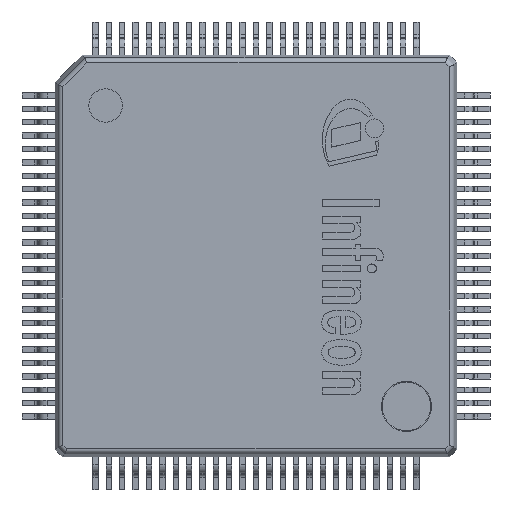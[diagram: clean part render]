
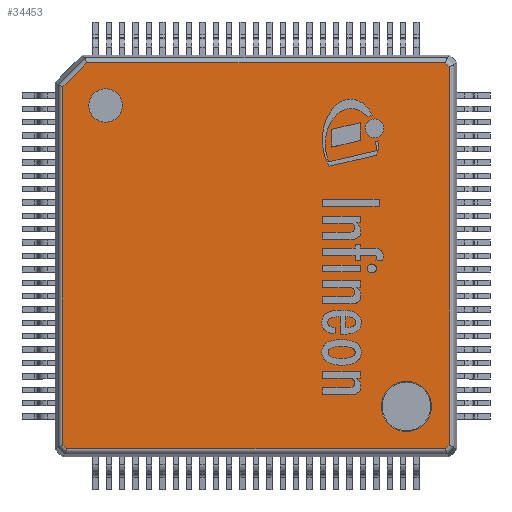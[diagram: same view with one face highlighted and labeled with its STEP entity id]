
A CAD part, top view. The second image highlights one B-rep face of the part: STEP entity #34453.
In plain terms, the highlighted planar face has unit normal (0, 0, 1).
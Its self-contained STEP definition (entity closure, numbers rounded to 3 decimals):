
#237=FACE_BOUND('',#3257,.T.);
#238=FACE_BOUND('',#3258,.T.);
#1252=FACE_OUTER_BOUND('',#3256,.T.);
#3256=EDGE_LOOP('',(#23730,#23731,#23732,#23733,#23734,#23735,#23736,#23737));
#3257=EDGE_LOOP('',(#23738));
#3258=EDGE_LOOP('',(#23739));
#5358=LINE('',#51208,#9221);
#5360=LINE('',#51221,#9223);
#5362=LINE('',#51229,#9225);
#5365=LINE('',#51241,#9228);
#5367=LINE('',#51249,#9230);
#5368=LINE('',#51255,#9231);
#5371=LINE('',#51265,#9234);
#5372=LINE('',#51267,#9235);
#9221=VECTOR('',#40833,1.);
#9223=VECTOR('',#40845,1.);
#9225=VECTOR('',#40853,1.);
#9228=VECTOR('',#40864,1.);
#9230=VECTOR('',#40872,1.);
#9231=VECTOR('',#40879,1.);
#9234=VECTOR('',#40890,1.);
#9235=VECTOR('',#40893,1.);
#13015=CIRCLE('',#36788,0.75);
#13016=CIRCLE('',#36819,0.5);
#14368=VERTEX_POINT('',#51202);
#14369=VERTEX_POINT('',#51206);
#14370=VERTEX_POINT('',#51207);
#14375=VERTEX_POINT('',#51219);
#14376=VERTEX_POINT('',#51220);
#14379=VERTEX_POINT('',#51228);
#14384=VERTEX_POINT('',#51240);
#14387=VERTEX_POINT('',#51248);
#14389=VERTEX_POINT('',#51254);
#14398=VERTEX_POINT('',#51288);
#17970=EDGE_CURVE('',#14368,#14368,#13015,.T.);
#17971=EDGE_CURVE('',#14369,#14370,#5358,.T.);
#17977=EDGE_CURVE('',#14375,#14376,#5360,.T.);
#17981=EDGE_CURVE('',#14376,#14379,#5362,.T.);
#17987=EDGE_CURVE('',#14379,#14384,#5365,.T.);
#17991=EDGE_CURVE('',#14384,#14387,#5367,.T.);
#17994=EDGE_CURVE('',#14389,#14375,#5368,.T.);
#18000=EDGE_CURVE('',#14387,#14369,#5371,.T.);
#18001=EDGE_CURVE('',#14370,#14389,#5372,.T.);
#18012=EDGE_CURVE('',#14398,#14398,#13016,.T.);
#23730=ORIENTED_EDGE('',*,*,#17977,.F.);
#23731=ORIENTED_EDGE('',*,*,#17994,.F.);
#23732=ORIENTED_EDGE('',*,*,#18001,.F.);
#23733=ORIENTED_EDGE('',*,*,#17971,.F.);
#23734=ORIENTED_EDGE('',*,*,#18000,.F.);
#23735=ORIENTED_EDGE('',*,*,#17991,.F.);
#23736=ORIENTED_EDGE('',*,*,#17987,.F.);
#23737=ORIENTED_EDGE('',*,*,#17981,.F.);
#23738=ORIENTED_EDGE('',*,*,#18012,.T.);
#23739=ORIENTED_EDGE('',*,*,#17970,.T.);
#33011=PLANE('',#36818);
#34453=ADVANCED_FACE('',(#1252,#237,#238),#33011,.T.);
#36788=AXIS2_PLACEMENT_3D('',#51203,#40827,#40828);
#36818=AXIS2_PLACEMENT_3D('',#51287,#40912,#40913);
#36819=AXIS2_PLACEMENT_3D('',#51289,#40914,#40915);
#40827=DIRECTION('center_axis',(0.,0.,-1.));
#40828=DIRECTION('ref_axis',(0.,-1.,0.));
#40833=DIRECTION('',(1.,0.,0.));
#40845=DIRECTION('',(-0.707,-0.707,0.));
#40853=DIRECTION('',(-1.,0.,0.));
#40864=DIRECTION('',(-0.707,0.707,0.));
#40872=DIRECTION('',(0.,1.,0.));
#40879=DIRECTION('',(0.,-1.,0.));
#40890=DIRECTION('',(0.707,0.707,0.));
#40893=DIRECTION('',(0.707,-0.707,0.));
#40912=DIRECTION('center_axis',(0.,0.,1.));
#40913=DIRECTION('ref_axis',(0.,-1.,0.));
#40914=DIRECTION('center_axis',(0.,0.,-1.));
#40915=DIRECTION('ref_axis',(0.,-1.,0.));
#51202=CARTESIAN_POINT('',(4.5,-3.75,1.2));
#51203=CARTESIAN_POINT('Origin',(4.5,-4.5,1.2));
#51206=CARTESIAN_POINT('',(-5.06,5.775,1.2));
#51207=CARTESIAN_POINT('',(5.66,5.775,1.2));
#51208=CARTESIAN_POINT('',(-6.048,5.775,1.2));
#51219=CARTESIAN_POINT('',(5.775,-5.66,1.2));
#51220=CARTESIAN_POINT('',(5.66,-5.775,1.2));
#51221=CARTESIAN_POINT('',(5.744,-5.692,1.2));
#51228=CARTESIAN_POINT('',(-5.66,-5.775,1.2));
#51229=CARTESIAN_POINT('',(-6.048,-5.775,1.2));
#51240=CARTESIAN_POINT('',(-5.775,-5.66,1.2));
#51241=CARTESIAN_POINT('',(-8.692,-2.744,1.2));
#51248=CARTESIAN_POINT('',(-5.775,5.06,1.2));
#51249=CARTESIAN_POINT('',(-5.775,6.,1.2));
#51254=CARTESIAN_POINT('',(5.775,5.66,1.2));
#51255=CARTESIAN_POINT('',(5.775,6.,1.2));
#51265=CARTESIAN_POINT('',(-5.392,5.444,1.2));
#51267=CARTESIAN_POINT('',(2.744,8.692,1.2));
#51287=CARTESIAN_POINT('Origin',(-5.897,6.,1.2));
#51288=CARTESIAN_POINT('',(-4.5,5.,1.2));
#51289=CARTESIAN_POINT('Origin',(-4.5,4.5,1.2));
